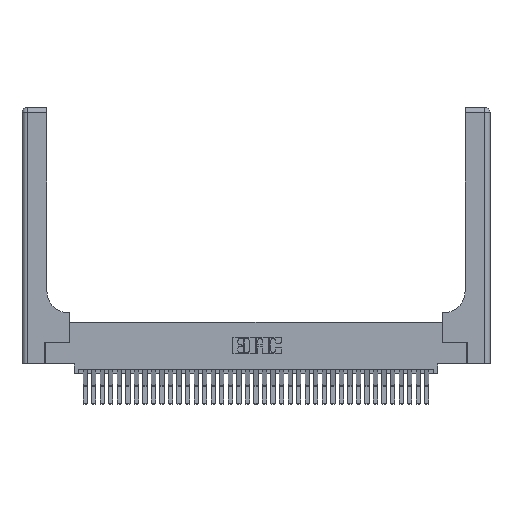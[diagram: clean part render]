
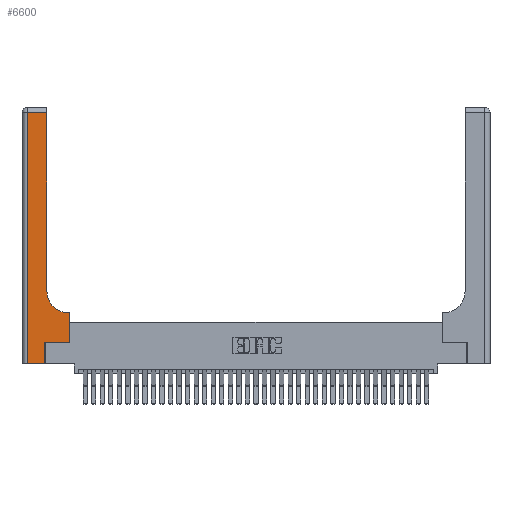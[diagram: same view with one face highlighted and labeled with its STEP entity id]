
A CAD part, top view. The second image highlights one B-rep face of the part: STEP entity #6600.
In plain terms, the highlighted planar face has unit normal (0, 0, 1).
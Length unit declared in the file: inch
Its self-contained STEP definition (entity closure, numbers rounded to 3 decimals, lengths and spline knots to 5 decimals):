
#182 = CARTESIAN_POINT ( 'NONE',  ( 0.269, 0., 0.37 ) ) ;
#1640 = CARTESIAN_POINT ( 'NONE',  ( 0.5585, 0.6, 0.37 ) ) ;
#2928 = ORIENTED_EDGE ( 'NONE', *, *, #15544, .T. ) ;
#3005 = DIRECTION ( 'NONE',  ( -1., 0., 0. ) ) ;
#3041 = VERTEX_POINT ( 'NONE', #8643 ) ;
#3147 = LINE ( 'NONE', #20543, #27382 ) ;
#4028 = CARTESIAN_POINT ( 'NONE',  ( 0.5415, 0.6, 0.37 ) ) ;
#4791 = VERTEX_POINT ( 'NONE', #11070 ) ;
#5018 = CARTESIAN_POINT ( 'NONE',  ( 0.5585, 0.25, 0.37 ) ) ;
#5062 = DIRECTION ( 'NONE',  ( 0., 1., 0. ) ) ;
#5124 = EDGE_CURVE ( 'NONE', #28137, #3041, #7763, .T. ) ;
#5262 = DIRECTION ( 'NONE',  ( 0., 1., 0. ) ) ;
#6600 = ADVANCED_FACE ( 'NONE', ( #29944 ), #13381, .F. ) ;
#7229 = ORIENTED_EDGE ( 'NONE', *, *, #12188, .T. ) ;
#7511 = AXIS2_PLACEMENT_3D ( 'NONE', #33629, #36503, #19235 ) ;
#7763 = LINE ( 'NONE', #12580, #36753 ) ;
#8150 = VERTEX_POINT ( 'NONE', #19259 ) ;
#8519 = LINE ( 'NONE', #11202, #23999 ) ;
#8643 = CARTESIAN_POINT ( 'NONE',  ( 0.06, 2.94, 0.37 ) ) ;
#9150 = CARTESIAN_POINT ( 'NONE',  ( 0.5415, 0.85, 0.37 ) ) ;
#9734 = AXIS2_PLACEMENT_3D ( 'NONE', #9150, #29478, #12102 ) ;
#9840 = CARTESIAN_POINT ( 'NONE',  ( 0.269, 0.25, 0.37 ) ) ;
#9921 = ORIENTED_EDGE ( 'NONE', *, *, #32561, .T. ) ;
#10154 = CARTESIAN_POINT ( 'NONE',  ( 0.06, 3., 0.37 ) ) ;
#10519 = VECTOR ( 'NONE', #33065, 39.37008 ) ;
#10825 = EDGE_CURVE ( 'NONE', #21870, #37635, #29221, .T. ) ;
#11010 = CIRCLE ( 'NONE', #9734, 0.25 ) ;
#11070 = CARTESIAN_POINT ( 'NONE',  ( 0.269, 0.25, 0.37 ) ) ;
#11109 = CARTESIAN_POINT ( 'NONE',  ( 0.2915, 0.85, 0.37 ) ) ;
#11202 = CARTESIAN_POINT ( 'NONE',  ( 0.2915, 3., 0.37 ) ) ;
#12102 = DIRECTION ( 'NONE',  ( 1., 0., 0. ) ) ;
#12188 = EDGE_CURVE ( 'NONE', #22074, #4791, #35701, .T. ) ;
#12378 = ORIENTED_EDGE ( 'NONE', *, *, #29061, .T. ) ;
#12580 = CARTESIAN_POINT ( 'NONE',  ( 0., 2.94, 0.37 ) ) ;
#12612 = VECTOR ( 'NONE', #5062, 39.37008 ) ;
#13381 = PLANE ( 'NONE',  #7511 ) ;
#13975 = VERTEX_POINT ( 'NONE', #11109 ) ;
#15307 = EDGE_CURVE ( 'NONE', #37635, #26058, #3147, .T. ) ;
#15400 = ORIENTED_EDGE ( 'NONE', *, *, #35115, .T. ) ;
#15518 = DIRECTION ( 'NONE',  ( -1., 0., 0. ) ) ;
#15544 = EDGE_CURVE ( 'NONE', #4791, #21870, #18300, .T. ) ;
#16941 = VECTOR ( 'NONE', #31345, 39.37008 ) ;
#17861 = LINE ( 'NONE', #28452, #16941 ) ;
#18300 = LINE ( 'NONE', #9840, #10519 ) ;
#19235 = DIRECTION ( 'NONE',  ( -1., 0., 0. ) ) ;
#19259 = CARTESIAN_POINT ( 'NONE',  ( 0.06, 0., 0.37 ) ) ;
#20092 = ORIENTED_EDGE ( 'NONE', *, *, #10825, .T. ) ;
#20543 = CARTESIAN_POINT ( 'NONE',  ( 0.2915, 0.6, 0.37 ) ) ;
#21870 = VERTEX_POINT ( 'NONE', #34267 ) ;
#22074 = VERTEX_POINT ( 'NONE', #182 ) ;
#22555 = CARTESIAN_POINT ( 'NONE',  ( 0.269, 0., 0.37 ) ) ;
#23999 = VECTOR ( 'NONE', #5262, 39.37008 ) ;
#24575 = ORIENTED_EDGE ( 'NONE', *, *, #26693, .T. ) ;
#25438 = DIRECTION ( 'NONE',  ( 0., 1., 0. ) ) ;
#26058 = VERTEX_POINT ( 'NONE', #4028 ) ;
#26145 = VECTOR ( 'NONE', #36241, 39.37008 ) ;
#26693 = EDGE_CURVE ( 'NONE', #3041, #8150, #34688, .T. ) ;
#26750 = CARTESIAN_POINT ( 'NONE',  ( 0.2915, 2.94, 0.37 ) ) ;
#27382 = VECTOR ( 'NONE', #3005, 39.37008 ) ;
#28137 = VERTEX_POINT ( 'NONE', #26750 ) ;
#28452 = CARTESIAN_POINT ( 'NONE',  ( 0., 0., 0.37 ) ) ;
#29061 = EDGE_CURVE ( 'NONE', #8150, #22074, #17861, .T. ) ;
#29221 = LINE ( 'NONE', #5018, #35971 ) ;
#29398 = ORIENTED_EDGE ( 'NONE', *, *, #5124, .T. ) ;
#29478 = DIRECTION ( 'NONE',  ( 0., 0., -1. ) ) ;
#29573 = ORIENTED_EDGE ( 'NONE', *, *, #15307, .T. ) ;
#29944 = FACE_OUTER_BOUND ( 'NONE', #36365, .T. ) ;
#31345 = DIRECTION ( 'NONE',  ( 1., 0., 0. ) ) ;
#32561 = EDGE_CURVE ( 'NONE', #26058, #13975, #11010, .T. ) ;
#33065 = DIRECTION ( 'NONE',  ( 1., 0., 0. ) ) ;
#33629 = CARTESIAN_POINT ( 'NONE',  ( 0., 3., 0.37 ) ) ;
#34267 = CARTESIAN_POINT ( 'NONE',  ( 0.5585, 0.25, 0.37 ) ) ;
#34688 = LINE ( 'NONE', #10154, #26145 ) ;
#35115 = EDGE_CURVE ( 'NONE', #13975, #28137, #8519, .T. ) ;
#35701 = LINE ( 'NONE', #22555, #12612 ) ;
#35971 = VECTOR ( 'NONE', #25438, 39.37008 ) ;
#36241 = DIRECTION ( 'NONE',  ( 0., -1., 0. ) ) ;
#36365 = EDGE_LOOP ( 'NONE', ( #15400, #29398, #24575, #12378, #7229, #2928, #20092, #29573, #9921 ) ) ;
#36503 = DIRECTION ( 'NONE',  ( 0., 0., -1. ) ) ;
#36753 = VECTOR ( 'NONE', #15518, 39.37008 ) ;
#37635 = VERTEX_POINT ( 'NONE', #1640 ) ;
